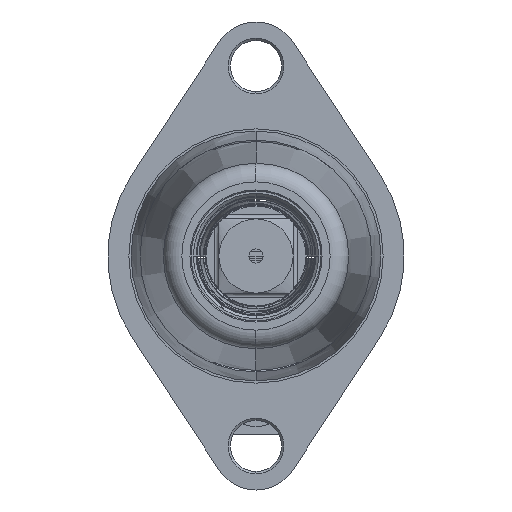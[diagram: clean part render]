
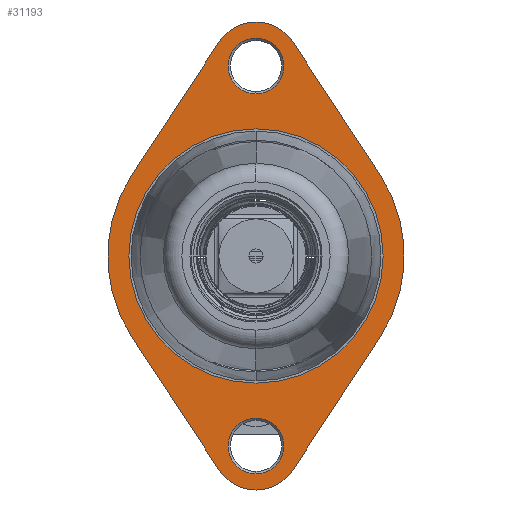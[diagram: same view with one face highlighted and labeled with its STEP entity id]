
A CAD part, left-side view. The second image highlights one B-rep face of the part: STEP entity #31193.
In plain terms, the highlighted planar face has unit normal (-1, 0, 0).
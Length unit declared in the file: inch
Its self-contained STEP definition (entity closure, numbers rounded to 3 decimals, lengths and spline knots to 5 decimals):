
#29659=CARTESIAN_POINT('',(-21.8994,0.005,0.));
#29660=DIRECTION('',(-1.,0.,0.));
#29661=DIRECTION('',(0.,0.,-1.));
#29662=AXIS2_PLACEMENT_3D('',#29659,#29660,#29661);
#29664=CARTESIAN_POINT('',(-21.8994,0.005,0.));
#29665=DIRECTION('',(-1.,0.,0.));
#29666=DIRECTION('',(0.,0.,1.));
#29667=AXIS2_PLACEMENT_3D('',#29664,#29665,#29666);
#29669=CARTESIAN_POINT('',(-21.8994,0.005,2.5625));
#29670=DIRECTION('',(1.,0.,0.));
#29671=DIRECTION('',(0.,0.836,0.549));
#29672=AXIS2_PLACEMENT_3D('',#29669,#29670,#29671);
#29674=DIRECTION('',(0.,0.549,0.836));
#29675=VECTOR('',#29674,2.14233);
#29676=CARTESIAN_POINT('',(-21.8994,-1.66706,1.09737));
#29677=LINE('',#29676,#29675);
#29678=CARTESIAN_POINT('',(-21.8994,0.005,0.));
#29679=DIRECTION('',(1.,0.,0.));
#29680=DIRECTION('',(0.,-0.836,0.549));
#29681=AXIS2_PLACEMENT_3D('',#29678,#29679,#29680);
#29683=DIRECTION('',(0.,-0.549,0.836));
#29684=VECTOR('',#29683,2.14233);
#29685=CARTESIAN_POINT('',(-21.8994,-0.4916,-2.88842));
#29686=LINE('',#29685,#29684);
#29687=CARTESIAN_POINT('',(-21.8994,0.005,-2.5625));
#29688=DIRECTION('',(1.,0.,0.));
#29689=DIRECTION('',(0.,-0.836,-0.549));
#29690=AXIS2_PLACEMENT_3D('',#29687,#29688,#29689);
#29692=DIRECTION('',(0.,-0.549,-0.836));
#29693=VECTOR('',#29692,2.14233);
#29694=CARTESIAN_POINT('',(-21.8994,1.67706,-1.09737));
#29695=LINE('',#29694,#29693);
#29696=CARTESIAN_POINT('',(-21.8994,0.005,0.));
#29697=DIRECTION('',(1.,0.,0.));
#29698=DIRECTION('',(0.,0.836,-0.549));
#29699=AXIS2_PLACEMENT_3D('',#29696,#29697,#29698);
#29701=DIRECTION('',(0.,0.549,-0.836));
#29702=VECTOR('',#29701,2.14233);
#29703=CARTESIAN_POINT('',(-21.8994,0.5016,2.88842));
#29704=LINE('',#29703,#29702);
#30911=CARTESIAN_POINT('',(-21.8994,0.005,2.5625));
#30912=DIRECTION('',(-1.,0.,0.));
#30913=DIRECTION('',(0.,0.,1.));
#30914=AXIS2_PLACEMENT_3D('',#30911,#30912,#30913);
#30921=CARTESIAN_POINT('',(-21.8994,0.005,2.5625));
#30922=DIRECTION('',(-1.,0.,0.));
#30923=DIRECTION('',(0.,0.,-1.));
#30924=AXIS2_PLACEMENT_3D('',#30921,#30922,#30923);
#30939=CARTESIAN_POINT('',(-21.8994,0.005,-2.5625));
#30940=DIRECTION('',(-1.,0.,0.));
#30941=DIRECTION('',(0.,0.,1.));
#30942=AXIS2_PLACEMENT_3D('',#30939,#30940,#30941);
#30949=CARTESIAN_POINT('',(-21.8994,0.005,-2.5625));
#30950=DIRECTION('',(-1.,0.,0.));
#30951=DIRECTION('',(0.,0.,-1.));
#30952=AXIS2_PLACEMENT_3D('',#30949,#30950,#30951);
#31031=CARTESIAN_POINT('',(-21.8994,0.005,1.715));
#31032=CARTESIAN_POINT('',(-21.8994,0.005,-1.715));
#31033=VERTEX_POINT('',#31031);
#31034=VERTEX_POINT('',#31032);
#31035=CARTESIAN_POINT('',(-21.8994,0.5016,2.88842));
#31036=CARTESIAN_POINT('',(-21.8994,-0.4916,2.88842));
#31037=VERTEX_POINT('',#31035);
#31038=VERTEX_POINT('',#31036);
#31039=CARTESIAN_POINT('',(-21.8994,1.67706,1.09737));
#31040=VERTEX_POINT('',#31039);
#31041=CARTESIAN_POINT('',(-21.8994,1.67706,-1.09737));
#31042=VERTEX_POINT('',#31041);
#31043=CARTESIAN_POINT('',(-21.8994,0.5016,-2.88842));
#31044=VERTEX_POINT('',#31043);
#31045=CARTESIAN_POINT('',(-21.8994,-0.4916,-2.88842));
#31046=VERTEX_POINT('',#31045);
#31047=CARTESIAN_POINT('',(-21.8994,-1.66706,-1.09737));
#31048=VERTEX_POINT('',#31047);
#31049=CARTESIAN_POINT('',(-21.8994,-1.66706,1.09737));
#31050=VERTEX_POINT('',#31049);
#31083=CARTESIAN_POINT('',(-21.8994,0.005,2.9375));
#31084=CARTESIAN_POINT('',(-21.8994,0.005,2.1875));
#31085=VERTEX_POINT('',#31083);
#31086=VERTEX_POINT('',#31084);
#31091=CARTESIAN_POINT('',(-21.8994,0.005,-2.1875));
#31092=CARTESIAN_POINT('',(-21.8994,0.005,-2.9375));
#31093=VERTEX_POINT('',#31091);
#31094=VERTEX_POINT('',#31092);
#31152=CARTESIAN_POINT('',(-21.8994,0.005,0.));
#31153=DIRECTION('',(1.,0.,0.));
#31154=DIRECTION('',(0.,0.,-1.));
#31155=AXIS2_PLACEMENT_3D('',#31152,#31153,#31154);
#31156=PLANE('',#31155);
#31158=ORIENTED_EDGE('',*,*,#31157,.T.);
#31160=ORIENTED_EDGE('',*,*,#31159,.F.);
#31162=ORIENTED_EDGE('',*,*,#31161,.T.);
#31164=ORIENTED_EDGE('',*,*,#31163,.F.);
#31166=ORIENTED_EDGE('',*,*,#31165,.T.);
#31168=ORIENTED_EDGE('',*,*,#31167,.F.);
#31170=ORIENTED_EDGE('',*,*,#31169,.T.);
#31172=ORIENTED_EDGE('',*,*,#31171,.F.);
#31173=EDGE_LOOP('',(#31158,#31160,#31162,#31164,#31166,#31168,#31170,#31172));
#31174=FACE_OUTER_BOUND('',#31173,.F.);
#31176=ORIENTED_EDGE('',*,*,#31175,.T.);
#31178=ORIENTED_EDGE('',*,*,#31177,.T.);
#31179=EDGE_LOOP('',(#31176,#31178));
#31180=FACE_BOUND('',#31179,.F.);
#31182=ORIENTED_EDGE('',*,*,#31181,.T.);
#31184=ORIENTED_EDGE('',*,*,#31183,.T.);
#31185=EDGE_LOOP('',(#31182,#31184));
#31186=FACE_BOUND('',#31185,.F.);
#31188=ORIENTED_EDGE('',*,*,#31187,.T.);
#31190=ORIENTED_EDGE('',*,*,#31189,.T.);
#31191=EDGE_LOOP('',(#31188,#31190));
#31192=FACE_BOUND('',#31191,.F.);
#31193=ADVANCED_FACE('',(#31174,#31180,#31186,#31192),#31156,.F.);
#29663=CIRCLE('',#29662,1.715);
#29668=CIRCLE('',#29667,1.715);
#29673=CIRCLE('',#29672,0.594);
#29682=CIRCLE('',#29681,2.);
#29691=CIRCLE('',#29690,0.594);
#29700=CIRCLE('',#29699,2.);
#30915=CIRCLE('',#30914,0.375);
#30925=CIRCLE('',#30924,0.375);
#30943=CIRCLE('',#30942,0.375);
#30953=CIRCLE('',#30952,0.375);
#31157=EDGE_CURVE('',#31037,#31038,#29673,.T.);
#31159=EDGE_CURVE('',#31050,#31038,#29677,.T.);
#31161=EDGE_CURVE('',#31050,#31048,#29682,.T.);
#31163=EDGE_CURVE('',#31046,#31048,#29686,.T.);
#31165=EDGE_CURVE('',#31046,#31044,#29691,.T.);
#31167=EDGE_CURVE('',#31042,#31044,#29695,.T.);
#31169=EDGE_CURVE('',#31042,#31040,#29700,.T.);
#31171=EDGE_CURVE('',#31037,#31040,#29704,.T.);
#31175=EDGE_CURVE('',#31034,#31033,#29663,.T.);
#31177=EDGE_CURVE('',#31033,#31034,#29668,.T.);
#31181=EDGE_CURVE('',#31086,#31085,#30925,.T.);
#31183=EDGE_CURVE('',#31085,#31086,#30915,.T.);
#31187=EDGE_CURVE('',#31094,#31093,#30953,.T.);
#31189=EDGE_CURVE('',#31093,#31094,#30943,.T.);
